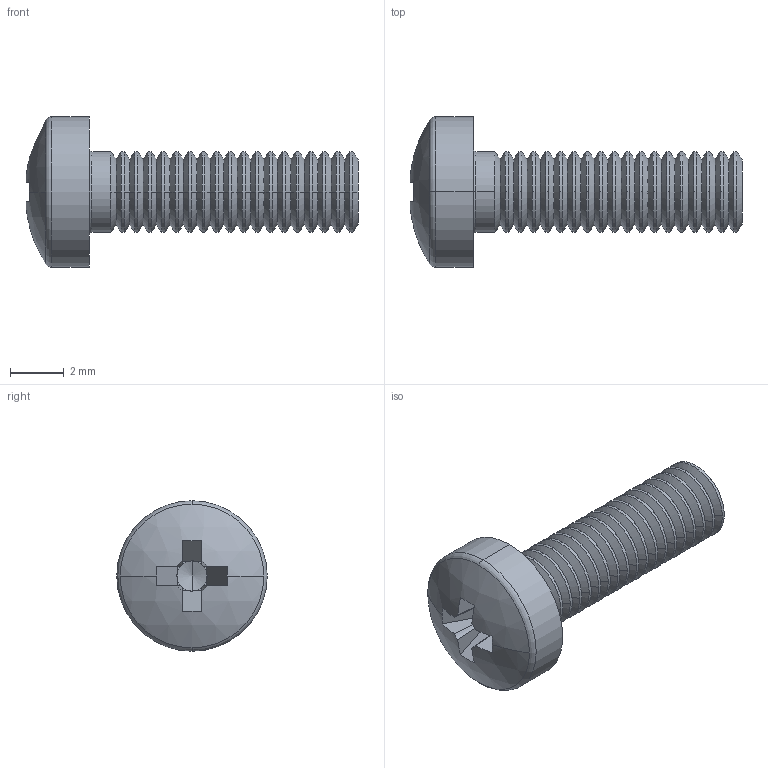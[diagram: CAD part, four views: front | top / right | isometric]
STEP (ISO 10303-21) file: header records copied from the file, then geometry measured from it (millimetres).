
FILE_DESCRIPTION (( 'STEP AP203' ), '1' );
FILE_NAME ('ISO 7045 - M3 x 10 - Z --- 10S_ISO 7045 - M3 x 10 - Z --- 10S_sldprt.STEP', '2018-07-31T07:56:00', ( '' ), ( '' ), 'SwSTEP 2.0', 'SolidWorks 2014', '' );
FILE_SCHEMA (( 'CONFIG_CONTROL_DESIGN' ));
Length unit declared in the file: millimetre
Products named in the file (1): ISO 7045 - M3 x 10 - Z --- 10S_ISO 7045 - M3 x 10 - Z --- 10S_sldprt
Bounding box: 12.35 x 5.6 x 5.6 mm (x, y, z)
Volume: 106.6 mm3; surface area: 219.3 mm2
Topology: 1 solids, 1 shells, 153 faces, 396 edges, 244 vertices
Faces by surface type: cone 85, cylinder 40, plane 22, torus 4, sphere 2
Entity records: 4805 total; most frequent: DIRECTION 929, CARTESIAN_POINT 831, ORIENTED_EDGE 788, EDGE_CURVE 394, AXIS2_PLACEMENT_3D 394, VERTEX_POINT 244, CIRCLE 240, EDGE_LOOP 154
